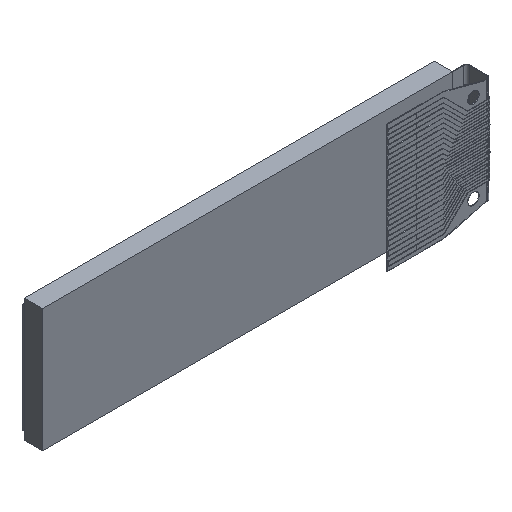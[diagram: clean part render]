
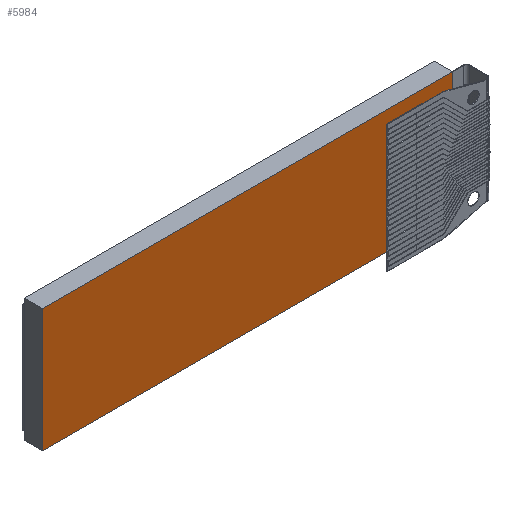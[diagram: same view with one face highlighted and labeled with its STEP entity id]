
A CAD part, isometric view. The second image highlights one B-rep face of the part: STEP entity #5984.
In plain terms, the highlighted planar face has unit normal (0, -1, 0).
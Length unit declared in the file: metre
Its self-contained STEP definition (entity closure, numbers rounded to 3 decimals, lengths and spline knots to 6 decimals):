
#332=ORIENTED_EDGE('',*,*,#2102,.T.);
#333=ORIENTED_EDGE('',*,*,#2081,.T.);
#334=ORIENTED_EDGE('',*,*,#2103,.T.);
#335=ORIENTED_EDGE('',*,*,#2104,.T.);
#2081=EDGE_CURVE('',#2973,#2976,#3576,.T.);
#2102=EDGE_CURVE('',#2989,#2973,#3597,.T.);
#2103=EDGE_CURVE('',#2976,#2990,#3598,.T.);
#2104=EDGE_CURVE('',#2990,#2989,#3599,.T.);
#2973=VERTEX_POINT('',#9037);
#2976=VERTEX_POINT('',#9042);
#2989=VERTEX_POINT('',#9087);
#2990=VERTEX_POINT('',#9089);
#3576=LINE('',#9043,#4333);
#3597=LINE('',#9086,#4354);
#3598=LINE('',#9088,#4355);
#3599=LINE('',#9090,#4356);
#4333=VECTOR('',#7333,1.);
#4354=VECTOR('',#7374,1.);
#4355=VECTOR('',#7375,1.);
#4356=VECTOR('',#7376,1.);
#5033=EDGE_LOOP('',(#332,#333,#334,#335));
#5346=FACE_BOUND('',#5033,.T.);
#5656=PLANE('',#6826);
#5984=ADVANCED_FACE('',(#5346),#5656,.T.);
#6826=AXIS2_PLACEMENT_3D('',#9085,#7372,#7373);
#7333=DIRECTION('',(0.,0.,1.));
#7372=DIRECTION('',(0.,-1.,0.));
#7373=DIRECTION('',(0.,0.,-1.));
#7374=DIRECTION('',(1.,0.,0.));
#7375=DIRECTION('',(-1.,0.,0.));
#7376=DIRECTION('',(0.,0.,-1.));
#9037=CARTESIAN_POINT('',(0.029,-0.00065,0.));
#9042=CARTESIAN_POINT('',(0.029,-0.00065,0.0087));
#9043=CARTESIAN_POINT('',(0.029,-0.00065,0.004));
#9085=CARTESIAN_POINT('',(0.01315,-0.00065,0.004));
#9086=CARTESIAN_POINT('',(0.,-0.00065,0.));
#9087=CARTESIAN_POINT('',(0.,-0.00065,0.));
#9088=CARTESIAN_POINT('',(0.01315,-0.00065,0.0087));
#9089=CARTESIAN_POINT('',(0.,-0.00065,0.0087));
#9090=CARTESIAN_POINT('',(0.,-0.00065,0.008));
